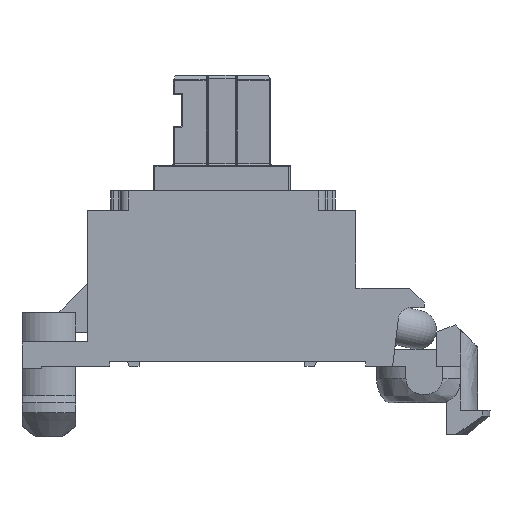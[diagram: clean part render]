
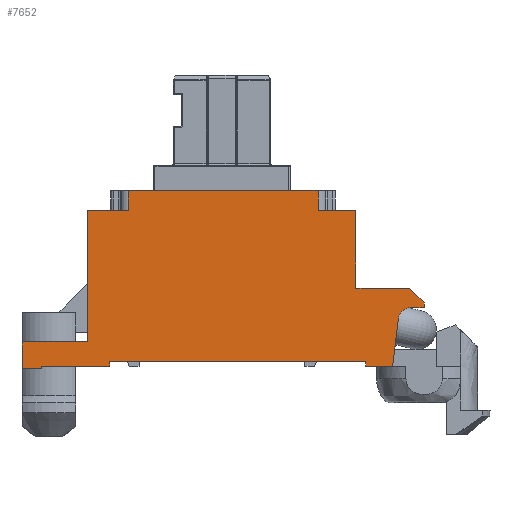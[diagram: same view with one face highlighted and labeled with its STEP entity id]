
A CAD part, left-side view. The second image highlights one B-rep face of the part: STEP entity #7652.
In plain terms, the highlighted planar face has unit normal (-1, 0, 0).
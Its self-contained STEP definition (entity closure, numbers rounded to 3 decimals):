
#335=PLANE('',#8204);
#558=LINE('',#11801,#1255);
#633=LINE('',#12024,#1330);
#677=LINE('',#12124,#1374);
#693=LINE('',#12180,#1390);
#715=LINE('',#12221,#1412);
#716=LINE('',#12223,#1413);
#717=LINE('',#12225,#1414);
#718=LINE('',#12227,#1415);
#719=LINE('',#12229,#1416);
#720=LINE('',#12231,#1417);
#721=LINE('',#12233,#1418);
#722=LINE('',#12235,#1419);
#723=LINE('',#12236,#1420);
#724=LINE('',#12238,#1421);
#725=LINE('',#12242,#1422);
#726=LINE('',#12244,#1423);
#727=LINE('',#12246,#1424);
#728=LINE('',#12247,#1425);
#729=LINE('',#12249,#1426);
#730=LINE('',#12250,#1427);
#731=LINE('',#12251,#1428);
#1255=VECTOR('',#9060,1000.);
#1330=VECTOR('',#9217,1000.);
#1374=VECTOR('',#9299,1000.);
#1390=VECTOR('',#9341,1000.);
#1412=VECTOR('',#9369,1000.);
#1413=VECTOR('',#9370,1000.);
#1414=VECTOR('',#9371,1000.);
#1415=VECTOR('',#9372,1000.);
#1416=VECTOR('',#9373,1000.);
#1417=VECTOR('',#9374,1000.);
#1418=VECTOR('',#9375,1000.);
#1419=VECTOR('',#9376,1000.);
#1420=VECTOR('',#9377,1000.);
#1421=VECTOR('',#9378,1000.);
#1422=VECTOR('',#9381,1000.);
#1423=VECTOR('',#9382,1000.);
#1424=VECTOR('',#9383,1000.);
#1425=VECTOR('',#9384,1000.);
#1426=VECTOR('',#9385,1000.);
#1427=VECTOR('',#9386,1000.);
#1428=VECTOR('',#9387,1000.);
#2107=FACE_OUTER_BOUND('',#2560,.T.);
#2560=EDGE_LOOP('',(#5672,#5673,#5674,#5675,#5676,#5677,#5678,#5679,#5680,
#5681,#5682,#5683,#5684,#5685,#5686,#5687,#5688,#5689,#5690,#5691,#5692,
#5693));
#2994=CIRCLE('',#8205,0.5);
#3351=VERTEX_POINT('',#11798);
#3352=VERTEX_POINT('',#11800);
#3422=VERTEX_POINT('',#12021);
#3423=VERTEX_POINT('',#12023);
#3459=VERTEX_POINT('',#12121);
#3460=VERTEX_POINT('',#12123);
#3464=VERTEX_POINT('',#12133);
#3487=VERTEX_POINT('',#12178);
#3503=VERTEX_POINT('',#12220);
#3504=VERTEX_POINT('',#12222);
#3505=VERTEX_POINT('',#12224);
#3506=VERTEX_POINT('',#12226);
#3507=VERTEX_POINT('',#12228);
#3508=VERTEX_POINT('',#12230);
#3509=VERTEX_POINT('',#12232);
#3510=VERTEX_POINT('',#12234);
#3511=VERTEX_POINT('',#12237);
#3512=VERTEX_POINT('',#12239);
#3513=VERTEX_POINT('',#12241);
#3514=VERTEX_POINT('',#12243);
#3515=VERTEX_POINT('',#12245);
#3516=VERTEX_POINT('',#12248);
#4122=EDGE_CURVE('',#3351,#3352,#558,.T.);
#4221=EDGE_CURVE('',#3422,#3423,#633,.T.);
#4272=EDGE_CURVE('',#3459,#3460,#677,.T.);
#4300=EDGE_CURVE('',#3487,#3464,#693,.T.);
#4323=EDGE_CURVE('',#3460,#3503,#715,.T.);
#4324=EDGE_CURVE('',#3504,#3459,#716,.T.);
#4325=EDGE_CURVE('',#3505,#3504,#717,.T.);
#4326=EDGE_CURVE('',#3506,#3505,#718,.T.);
#4327=EDGE_CURVE('',#3507,#3506,#719,.T.);
#4328=EDGE_CURVE('',#3508,#3507,#720,.T.);
#4329=EDGE_CURVE('',#3509,#3508,#721,.T.);
#4330=EDGE_CURVE('',#3510,#3509,#722,.T.);
#4331=EDGE_CURVE('',#3352,#3510,#723,.T.);
#4332=EDGE_CURVE('',#3511,#3351,#724,.T.);
#4333=EDGE_CURVE('',#3512,#3511,#2994,.T.);
#4334=EDGE_CURVE('',#3513,#3512,#725,.T.);
#4335=EDGE_CURVE('',#3514,#3513,#726,.T.);
#4336=EDGE_CURVE('',#3515,#3514,#727,.T.);
#4337=EDGE_CURVE('',#3423,#3515,#728,.T.);
#4338=EDGE_CURVE('',#3516,#3422,#729,.T.);
#4339=EDGE_CURVE('',#3516,#3464,#730,.T.);
#4340=EDGE_CURVE('',#3503,#3487,#731,.T.);
#5672=ORIENTED_EDGE('',*,*,#4323,.F.);
#5673=ORIENTED_EDGE('',*,*,#4272,.F.);
#5674=ORIENTED_EDGE('',*,*,#4324,.F.);
#5675=ORIENTED_EDGE('',*,*,#4325,.F.);
#5676=ORIENTED_EDGE('',*,*,#4326,.F.);
#5677=ORIENTED_EDGE('',*,*,#4327,.F.);
#5678=ORIENTED_EDGE('',*,*,#4328,.F.);
#5679=ORIENTED_EDGE('',*,*,#4329,.F.);
#5680=ORIENTED_EDGE('',*,*,#4330,.F.);
#5681=ORIENTED_EDGE('',*,*,#4331,.F.);
#5682=ORIENTED_EDGE('',*,*,#4122,.F.);
#5683=ORIENTED_EDGE('',*,*,#4332,.F.);
#5684=ORIENTED_EDGE('',*,*,#4333,.F.);
#5685=ORIENTED_EDGE('',*,*,#4334,.F.);
#5686=ORIENTED_EDGE('',*,*,#4335,.F.);
#5687=ORIENTED_EDGE('',*,*,#4336,.F.);
#5688=ORIENTED_EDGE('',*,*,#4337,.F.);
#5689=ORIENTED_EDGE('',*,*,#4221,.F.);
#5690=ORIENTED_EDGE('',*,*,#4338,.F.);
#5691=ORIENTED_EDGE('',*,*,#4339,.T.);
#5692=ORIENTED_EDGE('',*,*,#4300,.F.);
#5693=ORIENTED_EDGE('',*,*,#4340,.F.);
#7652=ADVANCED_FACE('',(#2107),#335,.F.);
#8204=AXIS2_PLACEMENT_3D('',#12219,#9367,#9368);
#8205=AXIS2_PLACEMENT_3D('',#12240,#9379,#9380);
#9060=DIRECTION('',(0.,0.,-1.));
#9217=DIRECTION('',(0.,-1.,0.));
#9299=DIRECTION('',(0.,1.,0.));
#9341=DIRECTION('',(0.,0.,1.));
#9367=DIRECTION('center_axis',(1.,0.,0.));
#9368=DIRECTION('ref_axis',(0.,0.,-1.));
#9369=DIRECTION('',(0.,0.,1.));
#9370=DIRECTION('',(0.,0.,1.));
#9371=DIRECTION('',(0.,1.,0.));
#9372=DIRECTION('',(0.,0.,-1.));
#9373=DIRECTION('',(0.,-1.,0.));
#9374=DIRECTION('',(0.,0.,-1.));
#9375=DIRECTION('',(0.,-1.,0.));
#9376=DIRECTION('',(0.,0.,-1.));
#9377=DIRECTION('',(0.,1.,0.));
#9378=DIRECTION('',(0.,-0.992,-0.124));
#9379=DIRECTION('center_axis',(-1.,0.,0.));
#9380=DIRECTION('ref_axis',(0.,0.,-1.));
#9381=DIRECTION('',(0.,0.,-1.));
#9382=DIRECTION('',(0.,-1.,0.));
#9383=DIRECTION('',(0.,-0.707,0.707));
#9384=DIRECTION('',(0.,0.,1.));
#9385=DIRECTION('',(0.,0.,1.));
#9386=DIRECTION('',(0.,1.,0.));
#9387=DIRECTION('',(0.,1.,0.));
#11798=CARTESIAN_POINT('',(-3.4,-3.6,7.));
#11800=CARTESIAN_POINT('',(-3.4,-3.6,5.9));
#11801=CARTESIAN_POINT('',(-3.4,-3.6,5.9));
#12021=CARTESIAN_POINT('',(-3.4,2.8,5.5));
#12023=CARTESIAN_POINT('',(-3.4,-0.4,5.5));
#12024=CARTESIAN_POINT('',(-3.4,3.6,5.5));
#12121=CARTESIAN_POINT('',(-3.4,-2.6,-5.5));
#12123=CARTESIAN_POINT('',(-3.4,2.8,-5.5));
#12124=CARTESIAN_POINT('',(-3.4,3.6,-5.5));
#12133=CARTESIAN_POINT('',(-3.4,3.6,3.95));
#12178=CARTESIAN_POINT('',(-3.4,3.6,-3.85));
#12180=CARTESIAN_POINT('',(-3.4,3.6,5.5));
#12219=CARTESIAN_POINT('Origin',(-3.4,-1.7,7.741));
#12220=CARTESIAN_POINT('',(-3.4,2.8,-3.85));
#12221=CARTESIAN_POINT('',(-3.4,2.8,7.741));
#12222=CARTESIAN_POINT('',(-3.4,-2.6,-8.2));
#12223=CARTESIAN_POINT('',(-3.4,-2.6,-5.5));
#12224=CARTESIAN_POINT('',(-3.4,-3.7,-8.2));
#12225=CARTESIAN_POINT('',(-3.4,-2.6,-8.2));
#12226=CARTESIAN_POINT('',(-3.4,-3.7,-7.4));
#12227=CARTESIAN_POINT('',(-3.4,-3.7,-8.2));
#12228=CARTESIAN_POINT('',(-3.4,-3.6,-7.4));
#12229=CARTESIAN_POINT('',(-3.4,-3.6,-7.4));
#12230=CARTESIAN_POINT('',(-3.4,-3.6,-4.6));
#12231=CARTESIAN_POINT('',(-3.4,-3.6,-4.6));
#12232=CARTESIAN_POINT('',(-3.4,-3.4,-4.6));
#12233=CARTESIAN_POINT('',(-3.4,-3.4,-4.6));
#12234=CARTESIAN_POINT('',(-3.4,-3.4,5.9));
#12235=CARTESIAN_POINT('',(-3.4,-3.4,5.9));
#12236=CARTESIAN_POINT('',(-3.4,-3.4,5.9));
#12237=CARTESIAN_POINT('',(-3.4,-1.638,7.245));
#12238=CARTESIAN_POINT('',(-3.4,-3.6,7.));
#12239=CARTESIAN_POINT('',(-3.4,-1.2,7.741));
#12240=CARTESIAN_POINT('Origin',(-3.4,-1.7,7.741));
#12241=CARTESIAN_POINT('',(-3.4,-1.2,8.3));
#12242=CARTESIAN_POINT('',(-3.4,-1.2,7.741));
#12243=CARTESIAN_POINT('',(-3.4,-1.,8.3));
#12244=CARTESIAN_POINT('',(-3.4,-1.2,8.3));
#12245=CARTESIAN_POINT('',(-3.4,-0.4,7.7));
#12246=CARTESIAN_POINT('',(-3.4,-1.,8.3));
#12247=CARTESIAN_POINT('',(-3.4,-0.4,7.7));
#12248=CARTESIAN_POINT('',(-3.4,2.8,3.95));
#12249=CARTESIAN_POINT('',(-3.4,2.8,7.741));
#12250=CARTESIAN_POINT('',(-3.4,-15.237,3.95));
#12251=CARTESIAN_POINT('',(-3.4,-15.237,-3.85));
